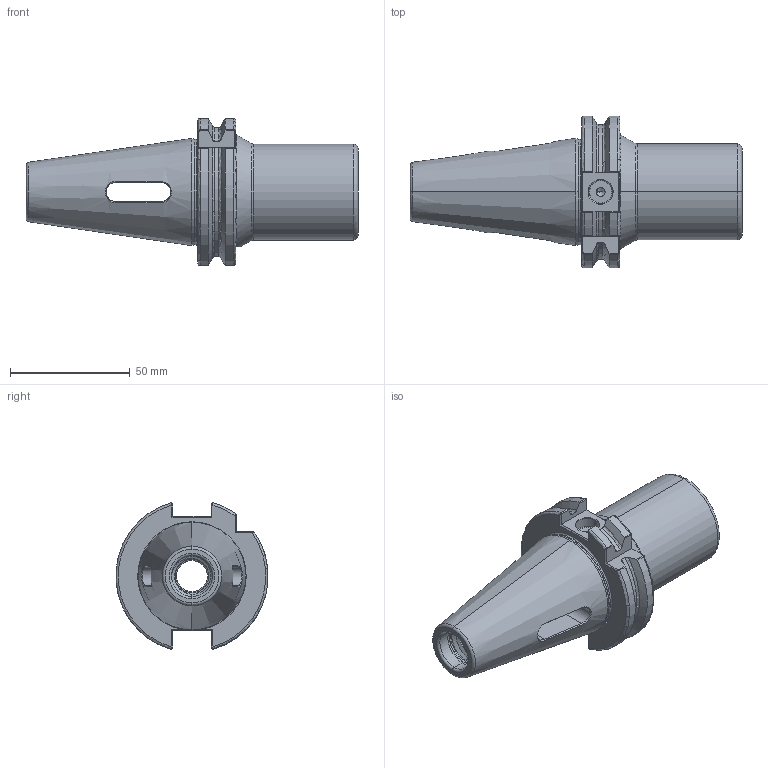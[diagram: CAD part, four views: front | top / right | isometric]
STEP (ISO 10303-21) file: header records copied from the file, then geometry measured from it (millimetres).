
FILE_DESCRIPTION (( 'STEP AP203' ), '1' );
FILE_NAME ('402.07.03.STEP', '2016-07-16T06:23:15', ( '' ), ( '' ), 'SwSTEP 2.0', 'SolidWorks 2012', '' );
FILE_SCHEMA (( 'CONFIG_CONTROL_DESIGN' ));
Length unit declared in the file: millimetre
Products named in the file (1): 402.07.03
Bounding box: 138.4 x 63.34 x 61.24 mm (x, y, z)
Volume: 132845.7 mm3; surface area: 32337.5 mm2
Topology: 1 solids, 1 shells, 206 faces, 537 edges, 324 vertices
Faces by surface type: cylinder 62, plane 49, torus 37, cone 33, bspline 25
Entity records: 12892 total; most frequent: CARTESIAN_POINT 8266, ORIENTED_EDGE 1054, DIRECTION 824, EDGE_CURVE 527, AXIS2_PLACEMENT_3D 325, VERTEX_POINT 324, EDGE_LOOP 213, FACE_OUTER_BOUND 206
